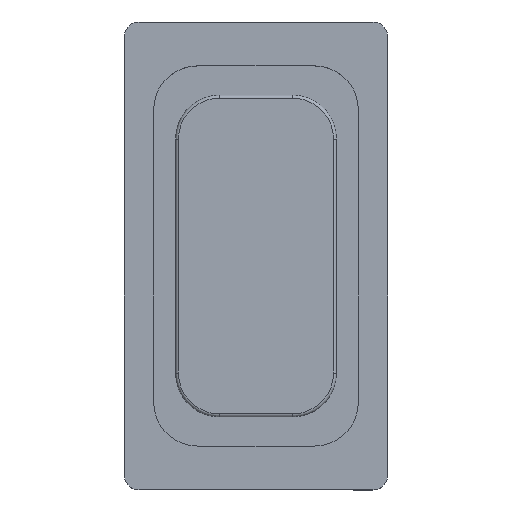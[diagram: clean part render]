
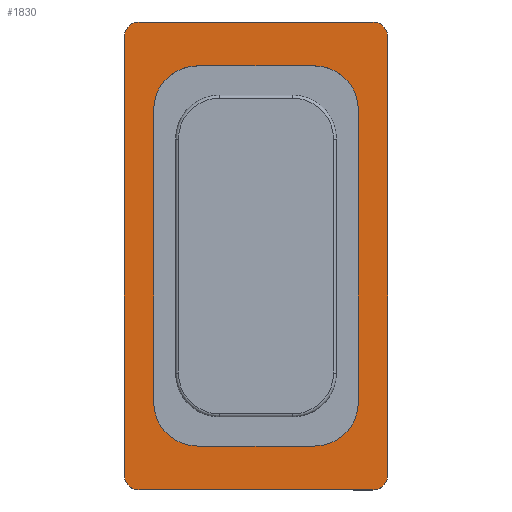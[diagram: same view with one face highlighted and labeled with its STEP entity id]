
A CAD part, top view. The second image highlights one B-rep face of the part: STEP entity #1830.
In plain terms, the highlighted planar face has unit normal (0, 0, 1).
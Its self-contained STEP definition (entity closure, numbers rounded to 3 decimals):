
#65=FACE_BOUND('',#342,.T.);
#108=PLANE('',#2048);
#229=FACE_OUTER_BOUND('',#341,.T.);
#341=EDGE_LOOP('',(#1643,#1644,#1645,#1646,#1647,#1648,#1649,#1650));
#342=EDGE_LOOP('',(#1651,#1652,#1653,#1654,#1655,#1656,#1657,#1658));
#426=CIRCLE('',#2019,1.5);
#428=CIRCLE('',#2023,1.5);
#430=CIRCLE('',#2027,1.5);
#432=CIRCLE('',#2031,1.5);
#434=CIRCLE('',#2035,0.5);
#436=CIRCLE('',#2039,0.5);
#438=CIRCLE('',#2043,0.5);
#440=CIRCLE('',#2047,0.5);
#569=LINE('',#3043,#727);
#573=LINE('',#3055,#731);
#577=LINE('',#3067,#735);
#581=LINE('',#3079,#739);
#585=LINE('',#3091,#743);
#589=LINE('',#3103,#747);
#593=LINE('',#3115,#751);
#597=LINE('',#3127,#755);
#727=VECTOR('',#2520,10.);
#731=VECTOR('',#2532,10.);
#735=VECTOR('',#2544,10.);
#739=VECTOR('',#2556,10.);
#743=VECTOR('',#2568,10.);
#747=VECTOR('',#2580,10.);
#751=VECTOR('',#2592,10.);
#755=VECTOR('',#2604,10.);
#883=VERTEX_POINT('',#3040);
#884=VERTEX_POINT('',#3042);
#886=VERTEX_POINT('',#3048);
#888=VERTEX_POINT('',#3054);
#890=VERTEX_POINT('',#3060);
#892=VERTEX_POINT('',#3066);
#894=VERTEX_POINT('',#3072);
#896=VERTEX_POINT('',#3078);
#899=VERTEX_POINT('',#3088);
#900=VERTEX_POINT('',#3090);
#902=VERTEX_POINT('',#3096);
#904=VERTEX_POINT('',#3102);
#906=VERTEX_POINT('',#3108);
#908=VERTEX_POINT('',#3114);
#910=VERTEX_POINT('',#3120);
#912=VERTEX_POINT('',#3126);
#1121=EDGE_CURVE('',#884,#883,#569,.T.);
#1124=EDGE_CURVE('',#886,#884,#426,.T.);
#1127=EDGE_CURVE('',#888,#886,#573,.T.);
#1130=EDGE_CURVE('',#890,#888,#428,.T.);
#1133=EDGE_CURVE('',#892,#890,#577,.T.);
#1136=EDGE_CURVE('',#894,#892,#430,.T.);
#1139=EDGE_CURVE('',#896,#894,#581,.T.);
#1142=EDGE_CURVE('',#883,#896,#432,.T.);
#1145=EDGE_CURVE('',#900,#899,#585,.T.);
#1148=EDGE_CURVE('',#902,#900,#434,.T.);
#1151=EDGE_CURVE('',#904,#902,#589,.T.);
#1154=EDGE_CURVE('',#906,#904,#436,.T.);
#1157=EDGE_CURVE('',#908,#906,#593,.T.);
#1160=EDGE_CURVE('',#910,#908,#438,.T.);
#1163=EDGE_CURVE('',#912,#910,#597,.T.);
#1166=EDGE_CURVE('',#899,#912,#440,.T.);
#1643=ORIENTED_EDGE('',*,*,#1166,.T.);
#1644=ORIENTED_EDGE('',*,*,#1163,.T.);
#1645=ORIENTED_EDGE('',*,*,#1160,.T.);
#1646=ORIENTED_EDGE('',*,*,#1157,.T.);
#1647=ORIENTED_EDGE('',*,*,#1154,.T.);
#1648=ORIENTED_EDGE('',*,*,#1151,.T.);
#1649=ORIENTED_EDGE('',*,*,#1148,.T.);
#1650=ORIENTED_EDGE('',*,*,#1145,.T.);
#1651=ORIENTED_EDGE('',*,*,#1142,.T.);
#1652=ORIENTED_EDGE('',*,*,#1139,.T.);
#1653=ORIENTED_EDGE('',*,*,#1136,.T.);
#1654=ORIENTED_EDGE('',*,*,#1133,.T.);
#1655=ORIENTED_EDGE('',*,*,#1130,.T.);
#1656=ORIENTED_EDGE('',*,*,#1127,.T.);
#1657=ORIENTED_EDGE('',*,*,#1124,.T.);
#1658=ORIENTED_EDGE('',*,*,#1121,.T.);
#1830=ADVANCED_FACE('',(#229,#65),#108,.T.);
#2019=AXIS2_PLACEMENT_3D('',#3049,#2526,#2527);
#2023=AXIS2_PLACEMENT_3D('',#3061,#2538,#2539);
#2027=AXIS2_PLACEMENT_3D('',#3073,#2550,#2551);
#2031=AXIS2_PLACEMENT_3D('',#3083,#2562,#2563);
#2035=AXIS2_PLACEMENT_3D('',#3097,#2574,#2575);
#2039=AXIS2_PLACEMENT_3D('',#3109,#2586,#2587);
#2043=AXIS2_PLACEMENT_3D('',#3121,#2598,#2599);
#2047=AXIS2_PLACEMENT_3D('',#3131,#2610,#2611);
#2048=AXIS2_PLACEMENT_3D('',#3132,#2612,#2613);
#2520=DIRECTION('',(0.,1.,0.));
#2526=DIRECTION('center_axis',(0.,0.,-1.));
#2527=DIRECTION('ref_axis',(-1.,0.,0.));
#2532=DIRECTION('',(-1.,0.,0.));
#2538=DIRECTION('center_axis',(0.,0.,-1.));
#2539=DIRECTION('ref_axis',(0.,-1.,0.));
#2544=DIRECTION('',(0.,-1.,0.));
#2550=DIRECTION('center_axis',(0.,0.,-1.));
#2551=DIRECTION('ref_axis',(1.,0.,0.));
#2556=DIRECTION('',(1.,0.,0.));
#2562=DIRECTION('center_axis',(0.,0.,-1.));
#2563=DIRECTION('ref_axis',(0.,1.,0.));
#2568=DIRECTION('',(0.,-1.,0.));
#2574=DIRECTION('center_axis',(0.,0.,1.));
#2575=DIRECTION('ref_axis',(0.,1.,0.));
#2580=DIRECTION('',(-1.,0.,0.));
#2586=DIRECTION('center_axis',(0.,0.,1.));
#2587=DIRECTION('ref_axis',(1.,0.,0.));
#2592=DIRECTION('',(0.,1.,0.));
#2598=DIRECTION('center_axis',(0.,0.,1.));
#2599=DIRECTION('ref_axis',(0.,-1.,0.));
#2604=DIRECTION('',(1.,0.,0.));
#2610=DIRECTION('center_axis',(0.,0.,1.));
#2611=DIRECTION('ref_axis',(-1.,0.,0.));
#2612=DIRECTION('center_axis',(0.,0.,1.));
#2613=DIRECTION('ref_axis',(1.,0.,0.));
#3040=CARTESIAN_POINT('',(1.,5.5,3.3));
#3042=CARTESIAN_POINT('',(1.,-4.5,3.3));
#3043=CARTESIAN_POINT('',(1.,-4.5,3.3));
#3048=CARTESIAN_POINT('',(2.5,-6.,3.3));
#3049=CARTESIAN_POINT('Origin',(2.5,-4.5,3.3));
#3054=CARTESIAN_POINT('',(6.5,-6.,3.3));
#3055=CARTESIAN_POINT('',(6.5,-6.,3.3));
#3060=CARTESIAN_POINT('',(8.,-4.5,3.3));
#3061=CARTESIAN_POINT('Origin',(6.5,-4.5,3.3));
#3066=CARTESIAN_POINT('',(8.,5.5,3.3));
#3067=CARTESIAN_POINT('',(8.,5.5,3.3));
#3072=CARTESIAN_POINT('',(6.5,7.,3.3));
#3073=CARTESIAN_POINT('Origin',(6.5,5.5,3.3));
#3078=CARTESIAN_POINT('',(2.5,7.,3.3));
#3079=CARTESIAN_POINT('',(2.5,7.,3.3));
#3083=CARTESIAN_POINT('Origin',(2.5,5.5,3.3));
#3088=CARTESIAN_POINT('',(0.,-7.,3.3));
#3090=CARTESIAN_POINT('',(0.,8.,3.3));
#3091=CARTESIAN_POINT('',(0.,-7.,3.3));
#3096=CARTESIAN_POINT('',(0.5,8.5,3.3));
#3097=CARTESIAN_POINT('Origin',(0.5,8.,3.3));
#3102=CARTESIAN_POINT('',(8.5,8.5,3.3));
#3103=CARTESIAN_POINT('',(0.5,8.5,3.3));
#3108=CARTESIAN_POINT('',(9.,8.,3.3));
#3109=CARTESIAN_POINT('Origin',(8.5,8.,3.3));
#3114=CARTESIAN_POINT('',(9.,-7.,3.3));
#3115=CARTESIAN_POINT('',(9.,8.,3.3));
#3120=CARTESIAN_POINT('',(8.5,-7.5,3.3));
#3121=CARTESIAN_POINT('Origin',(8.5,-7.,3.3));
#3126=CARTESIAN_POINT('',(0.5,-7.5,3.3));
#3127=CARTESIAN_POINT('',(8.5,-7.5,3.3));
#3131=CARTESIAN_POINT('Origin',(0.5,-7.,3.3));
#3132=CARTESIAN_POINT('Origin',(4.5,0.5,3.3));
